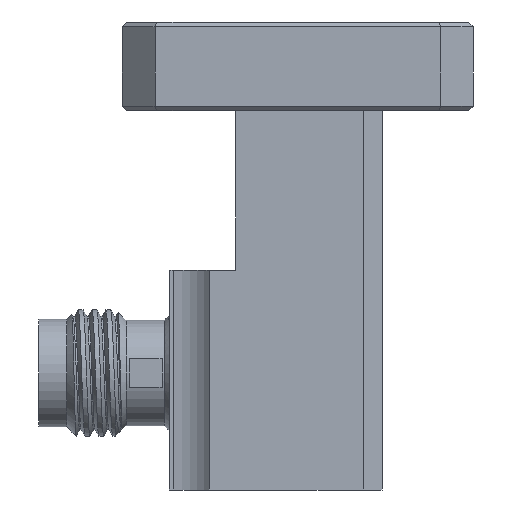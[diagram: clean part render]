
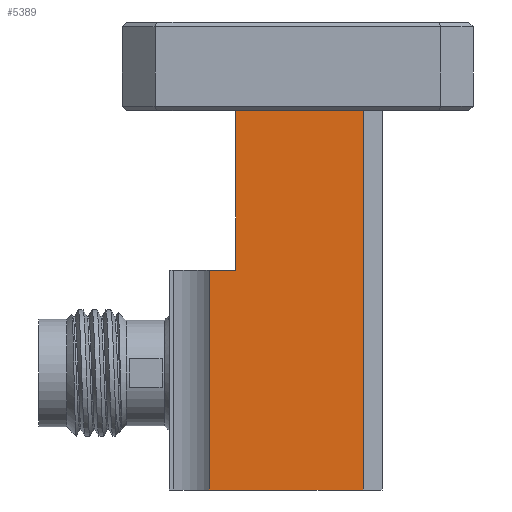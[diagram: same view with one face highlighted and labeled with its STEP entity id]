
A CAD part, left-side view. The second image highlights one B-rep face of the part: STEP entity #5389.
In plain terms, the highlighted planar face has unit normal (-1, 0, 0).
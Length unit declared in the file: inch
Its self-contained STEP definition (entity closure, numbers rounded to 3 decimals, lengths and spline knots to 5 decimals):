
#30 = CARTESIAN_POINT ( 'NONE',  ( -0.185, 0.18901, -1. ) ) ;
#36 = VECTOR ( 'NONE', #5911, 39.37008 ) ;
#193 = EDGE_CURVE ( 'NONE', #5928, #4111, #453, .T. ) ;
#439 = VERTEX_POINT ( 'NONE', #789 ) ;
#453 = LINE ( 'NONE', #3571, #3950 ) ;
#488 = CARTESIAN_POINT ( 'NONE',  ( -0.185, -0.18, -2.58645 ) ) ;
#596 = ORIENTED_EDGE ( 'NONE', *, *, #4364, .F. ) ;
#674 = LINE ( 'NONE', #3684, #1598 ) ;
#685 = LINE ( 'NONE', #2686, #1328 ) ;
#745 = DIRECTION ( 'NONE',  ( 0., 0., 1. ) ) ;
#789 = CARTESIAN_POINT ( 'NONE',  ( -0.185, 0.18901, -0.53 ) ) ;
#1045 = ORIENTED_EDGE ( 'NONE', *, *, #4198, .T. ) ;
#1156 = LINE ( 'NONE', #6426, #36 ) ;
#1264 = CARTESIAN_POINT ( 'NONE',  ( -0.185, -0.14, -1. ) ) ;
#1328 = VECTOR ( 'NONE', #2817, 39.37008 ) ;
#1430 = EDGE_CURVE ( 'NONE', #5057, #3060, #4371, .T. ) ;
#1431 = VECTOR ( 'NONE', #4998, 39.37008 ) ;
#1598 = VECTOR ( 'NONE', #745, 39.37008 ) ;
#2493 = DIRECTION ( 'NONE',  ( 0., 1., 0. ) ) ;
#2528 = EDGE_LOOP ( 'NONE', ( #6503, #4615, #2942, #1045, #596, #4253 ) ) ;
#2583 = DIRECTION ( 'NONE',  ( 0., 0., 1. ) ) ;
#2686 = CARTESIAN_POINT ( 'NONE',  ( -0.185, 0.133, -0.53 ) ) ;
#2817 = DIRECTION ( 'NONE',  ( 0., 1., 0. ) ) ;
#2942 = ORIENTED_EDGE ( 'NONE', *, *, #6228, .F. ) ;
#2987 = LINE ( 'NONE', #5034, #5346 ) ;
#3060 = VERTEX_POINT ( 'NONE', #3116 ) ;
#3116 = CARTESIAN_POINT ( 'NONE',  ( -0.185, 0.133, -0.19 ) ) ;
#3571 = CARTESIAN_POINT ( 'NONE',  ( -0.185, -0.18, -1. ) ) ;
#3684 = CARTESIAN_POINT ( 'NONE',  ( -0.185, -0.14, -2.58645 ) ) ;
#3697 = EDGE_CURVE ( 'NONE', #5928, #5057, #674, .T. ) ;
#3950 = VECTOR ( 'NONE', #2493, 39.37008 ) ;
#4038 = DIRECTION ( 'NONE',  ( 0., 1., 0. ) ) ;
#4045 = AXIS2_PLACEMENT_3D ( 'NONE', #488, #5043, #4038 ) ;
#4111 = VERTEX_POINT ( 'NONE', #30 ) ;
#4198 = EDGE_CURVE ( 'NONE', #5600, #439, #685, .T. ) ;
#4253 = ORIENTED_EDGE ( 'NONE', *, *, #193, .F. ) ;
#4364 = EDGE_CURVE ( 'NONE', #4111, #439, #1156, .T. ) ;
#4371 = LINE ( 'NONE', #4403, #1431 ) ;
#4403 = CARTESIAN_POINT ( 'NONE',  ( -0.185, -0.18, -0.19 ) ) ;
#4613 = PLANE ( 'NONE',  #4045 ) ;
#4615 = ORIENTED_EDGE ( 'NONE', *, *, #1430, .T. ) ;
#4974 = FACE_OUTER_BOUND ( 'NONE', #2528, .T. ) ;
#4998 = DIRECTION ( 'NONE',  ( 0., 1., 0. ) ) ;
#5034 = CARTESIAN_POINT ( 'NONE',  ( -0.185, 0.133, -0.53 ) ) ;
#5043 = DIRECTION ( 'NONE',  ( 1., 0., 0. ) ) ;
#5057 = VERTEX_POINT ( 'NONE', #5932 ) ;
#5346 = VECTOR ( 'NONE', #2583, 39.37008 ) ;
#5389 = ADVANCED_FACE ( 'NONE', ( #4974 ), #4613, .F. ) ;
#5515 = CARTESIAN_POINT ( 'NONE',  ( -0.185, 0.133, -0.53 ) ) ;
#5600 = VERTEX_POINT ( 'NONE', #5515 ) ;
#5911 = DIRECTION ( 'NONE',  ( 0., 0., 1. ) ) ;
#5928 = VERTEX_POINT ( 'NONE', #1264 ) ;
#5932 = CARTESIAN_POINT ( 'NONE',  ( -0.185, -0.14, -0.19 ) ) ;
#6228 = EDGE_CURVE ( 'NONE', #5600, #3060, #2987, .T. ) ;
#6426 = CARTESIAN_POINT ( 'NONE',  ( -0.185, 0.18901, -1.28284 ) ) ;
#6503 = ORIENTED_EDGE ( 'NONE', *, *, #3697, .T. ) ;
